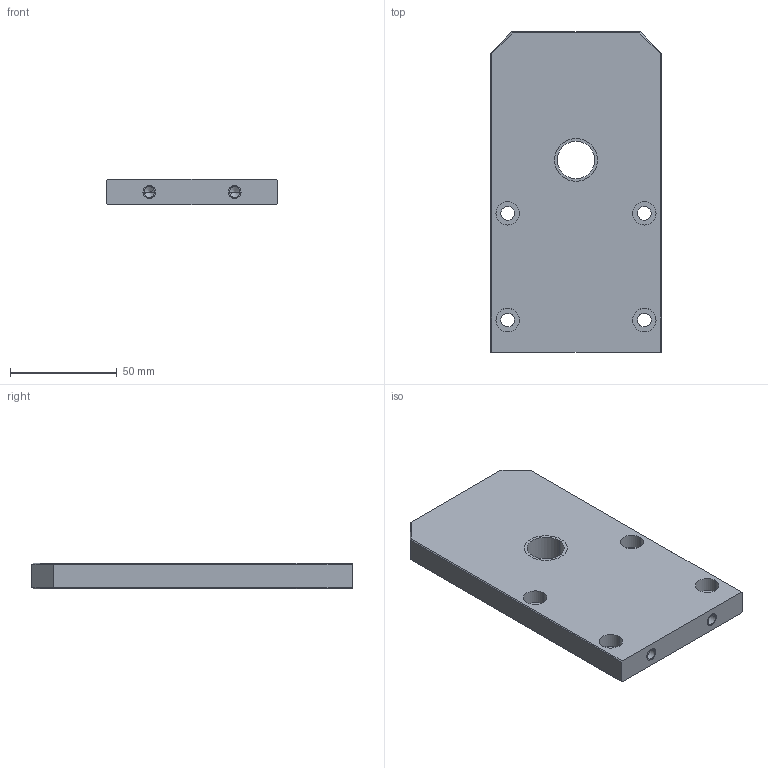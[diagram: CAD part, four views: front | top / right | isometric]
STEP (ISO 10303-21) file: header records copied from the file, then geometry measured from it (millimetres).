
FILE_DESCRIPTION((''),'2;1');
FILE_NAME('50-002019-00112','2020-01-08T15:13:22',('t.kolegar'),('Mechatronic Design & Solutions s.r.o.'),'CREO PARAMETRIC BY PTC INC, 2018020','CREO PARAMETRIC BY PTC INC, 2018020','');
FILE_SCHEMA(('CONFIG_CONTROL_DESIGN'));
Length unit declared in the file: millimetre
Products named in the file (1): 50-002019-00112
Bounding box: 80 x 150 x 12 mm (x, y, z)
Volume: 135959 mm3; surface area: 31943.8 mm2
Topology: 1 solids, 4 shells, 56 faces, 146 edges, 106 vertices
Faces by surface type: cylinder 28, plane 24, cone 4
Entity records: 1739 total; most frequent: DIRECTION 316, CARTESIAN_POINT 285, ORIENTED_EDGE 252, EDGE_CURVE 132, AXIS2_PLACEMENT_3D 117, VERTEX_POINT 86, VECTOR 82, LINE 82
